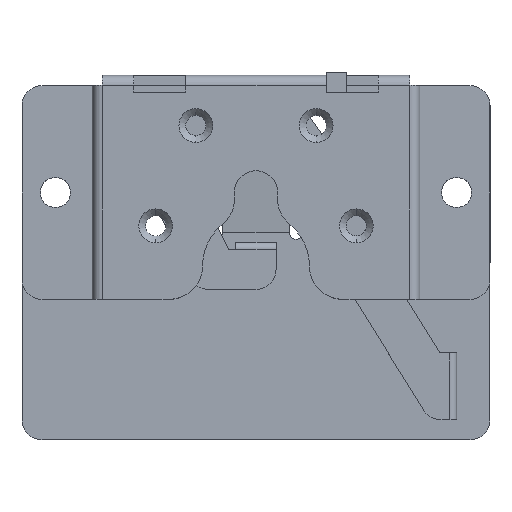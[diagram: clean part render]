
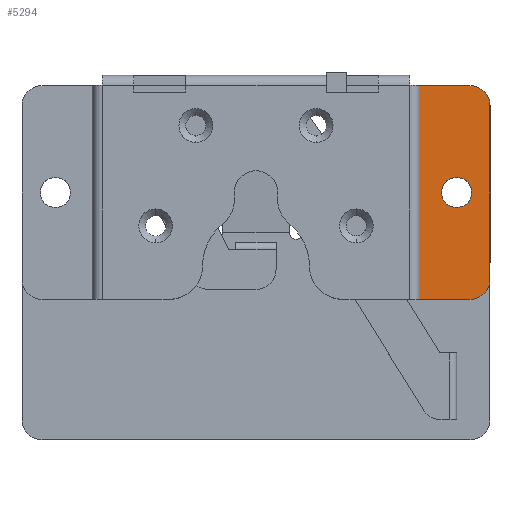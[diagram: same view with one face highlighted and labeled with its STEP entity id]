
A CAD part, top view. The second image highlights one B-rep face of the part: STEP entity #5294.
In plain terms, the highlighted face is planar.
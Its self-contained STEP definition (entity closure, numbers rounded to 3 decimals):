
#37 = VECTOR ( 'NONE', #4388, 1000. ) ;
#110 = AXIS2_PLACEMENT_3D ( 'NONE', #7562, #7563, #7564 ) ;
#182 = AXIS2_PLACEMENT_3D ( 'NONE', #4384, #4389, #4391 ) ;
#338 = AXIS2_PLACEMENT_3D ( 'NONE', #4519, #4520, #4521 ) ;
#360 = FACE_OUTER_BOUND ( 'NONE', #5379, .T. ) ;
#468 = FACE_BOUND ( 'NONE', #5392, .T. ) ;
#670 = EDGE_CURVE ( 'NONE', #1824, #1835, #6174, .T. ) ;
#672 = EDGE_CURVE ( 'NONE', #2004, #2080, #6180, .T. ) ;
#1153 = CIRCLE ( 'NONE', #2548, 2.25 ) ;
#1164 = CIRCLE ( 'NONE', #2522, 2.25 ) ;
#1168 = CIRCLE ( 'NONE', #110, 3. ) ;
#1180 = CIRCLE ( 'NONE', #182, 3. ) ;
#1824 = VERTEX_POINT ( 'NONE', #3056 ) ;
#1835 = VERTEX_POINT ( 'NONE', #3067 ) ;
#1933 = VERTEX_POINT ( 'NONE', #3165 ) ;
#1934 = VERTEX_POINT ( 'NONE', #3166 ) ;
#2004 = VERTEX_POINT ( 'NONE', #3236 ) ;
#2080 = VERTEX_POINT ( 'NONE', #3312 ) ;
#2146 = VERTEX_POINT ( 'NONE', #3378 ) ;
#2165 = VERTEX_POINT ( 'NONE', #3397 ) ;
#2522 = AXIS2_PLACEMENT_3D ( 'NONE', #7519, #7532, #7533 ) ;
#2543 = VECTOR ( 'NONE', #7539, 1000. ) ;
#2548 = AXIS2_PLACEMENT_3D ( 'NONE', #7432, #7433, #7434 ) ;
#3056 = CARTESIAN_POINT ( 'NONE',  ( 32., -6.5, 16. ) ) ;
#3067 = CARTESIAN_POINT ( 'NONE',  ( 24.5, -6.5, 16. ) ) ;
#3165 = CARTESIAN_POINT ( 'NONE',  ( 32., -6.5, -16. ) ) ;
#3166 = CARTESIAN_POINT ( 'NONE',  ( 24.5, -6.5, -16. ) ) ;
#3236 = CARTESIAN_POINT ( 'NONE',  ( 35., -6.5, 13. ) ) ;
#3312 = CARTESIAN_POINT ( 'NONE',  ( 35., -6.5, -13. ) ) ;
#3378 = CARTESIAN_POINT ( 'NONE',  ( 27.75, -6.5, 0. ) ) ;
#3397 = CARTESIAN_POINT ( 'NONE',  ( 32.25, -6.5, 0. ) ) ;
#4079 = VECTOR ( 'NONE', #6182, 1000. ) ;
#4265 = VECTOR ( 'NONE', #6176, 1000. ) ;
#4384 = CARTESIAN_POINT ( 'NONE',  ( 32., -6.5, 13. ) ) ;
#4386 = LINE ( 'NONE', #4387, #37 ) ;
#4387 = CARTESIAN_POINT ( 'NONE',  ( 24.5, -6.5, -16. ) ) ;
#4388 = DIRECTION ( 'NONE',  ( -1., 0., 0. ) ) ;
#4389 = DIRECTION ( 'NONE',  ( 0., 1., 0. ) ) ;
#4391 = DIRECTION ( 'NONE',  ( 1., 0., 0. ) ) ;
#4518 = PLANE ( 'NONE',  #338 ) ;
#4519 = CARTESIAN_POINT ( 'NONE',  ( 24.5, -6.5, 16. ) ) ;
#4520 = DIRECTION ( 'NONE',  ( 0., -1., 0. ) ) ;
#4521 = DIRECTION ( 'NONE',  ( 1., 0., 0. ) ) ;
#5126 = EDGE_CURVE ( 'NONE', #2146, #2165, #1153, .T. ) ;
#5156 = EDGE_CURVE ( 'NONE', #2165, #2146, #1164, .T. ) ;
#5158 = EDGE_CURVE ( 'NONE', #1835, #1934, #7537, .T. ) ;
#5166 = EDGE_CURVE ( 'NONE', #2080, #1933, #1168, .T. ) ;
#5258 = EDGE_CURVE ( 'NONE', #1933, #1934, #4386, .T. ) ;
#5259 = EDGE_CURVE ( 'NONE', #1824, #2004, #1180, .T. ) ;
#5294 = ADVANCED_FACE ( 'NONE', ( #468, #360 ), #4518, .F. ) ;
#5379 = EDGE_LOOP ( 'NONE', ( #5490, #5486, #5483, #5485, #5482, #5484 ) ) ;
#5392 = EDGE_LOOP ( 'NONE', ( #5481, #5487 ) ) ;
#5481 = ORIENTED_EDGE ( 'NONE', *, *, #5126, .T. ) ;
#5482 = ORIENTED_EDGE ( 'NONE', *, *, #670, .F. ) ;
#5483 = ORIENTED_EDGE ( 'NONE', *, *, #5258, .T. ) ;
#5484 = ORIENTED_EDGE ( 'NONE', *, *, #5259, .T. ) ;
#5485 = ORIENTED_EDGE ( 'NONE', *, *, #5158, .F. ) ;
#5486 = ORIENTED_EDGE ( 'NONE', *, *, #5166, .T. ) ;
#5487 = ORIENTED_EDGE ( 'NONE', *, *, #5156, .T. ) ;
#5490 = ORIENTED_EDGE ( 'NONE', *, *, #672, .T. ) ;
#6174 = LINE ( 'NONE', #6175, #4265 ) ;
#6175 = CARTESIAN_POINT ( 'NONE',  ( 24.5, -6.5, 16. ) ) ;
#6176 = DIRECTION ( 'NONE',  ( -1., 0., 0. ) ) ;
#6180 = LINE ( 'NONE', #6181, #4079 ) ;
#6181 = CARTESIAN_POINT ( 'NONE',  ( 35., -6.5, 16. ) ) ;
#6182 = DIRECTION ( 'NONE',  ( 0., 0., -1. ) ) ;
#7432 = CARTESIAN_POINT ( 'NONE',  ( 30., -6.5, 0. ) ) ;
#7433 = DIRECTION ( 'NONE',  ( 0., -1., 0. ) ) ;
#7434 = DIRECTION ( 'NONE',  ( 1., 0., 0. ) ) ;
#7519 = CARTESIAN_POINT ( 'NONE',  ( 30., -6.5, 0. ) ) ;
#7532 = DIRECTION ( 'NONE',  ( 0., -1., 0. ) ) ;
#7533 = DIRECTION ( 'NONE',  ( 1., 0., 0. ) ) ;
#7537 = LINE ( 'NONE', #7538, #2543 ) ;
#7538 = CARTESIAN_POINT ( 'NONE',  ( 24.5, -6.5, 16. ) ) ;
#7539 = DIRECTION ( 'NONE',  ( 0., 0., -1. ) ) ;
#7562 = CARTESIAN_POINT ( 'NONE',  ( 32., -6.5, -13. ) ) ;
#7563 = DIRECTION ( 'NONE',  ( 0., 1., 0. ) ) ;
#7564 = DIRECTION ( 'NONE',  ( 1., 0., 0. ) ) ;
